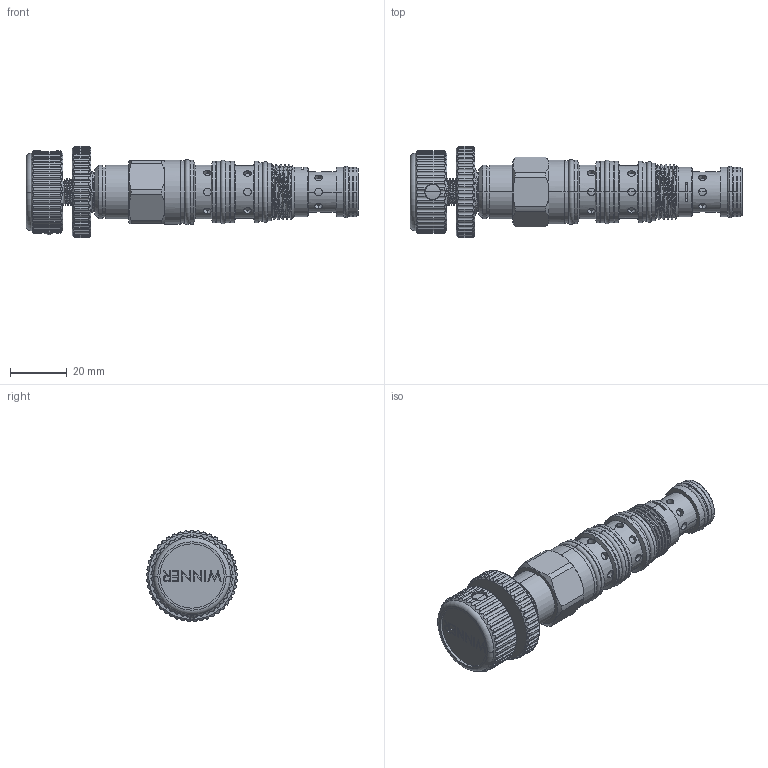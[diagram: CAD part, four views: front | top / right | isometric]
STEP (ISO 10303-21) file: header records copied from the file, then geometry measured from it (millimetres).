
FILE_DESCRIPTION (( 'STEP AP203' ), '1' );
FILE_NAME ('DD21A4R-K.STEP', '2021-06-15T00:56:50', ( '' ), ( '' ), 'SwSTEP 2.0', 'SolidWorks 2018', '' );
FILE_SCHEMA (( 'CONFIG_CONTROL_DESIGN' ));
Length unit declared in the file: millimetre
Products named in the file (1): DD21A4R-K
Bounding box: 117.15 x 32.2 x 32.18 mm (x, y, z)
Volume: 40921.1 mm3; surface area: 14898.7 mm2
Topology: 3 solids, 3 shells, 604 faces, 1554 edges, 1011 vertices
Faces by surface type: cylinder 398, plane 123, cone 45, torus 25, bspline 11, sphere 2
Entity records: 27240 total; most frequent: CARTESIAN_POINT 13041, ORIENTED_EDGE 3108, DIRECTION 2720, EDGE_CURVE 1554, AXIS2_PLACEMENT_3D 1046, VERTEX_POINT 1011, EDGE_LOOP 663, VECTOR 628
